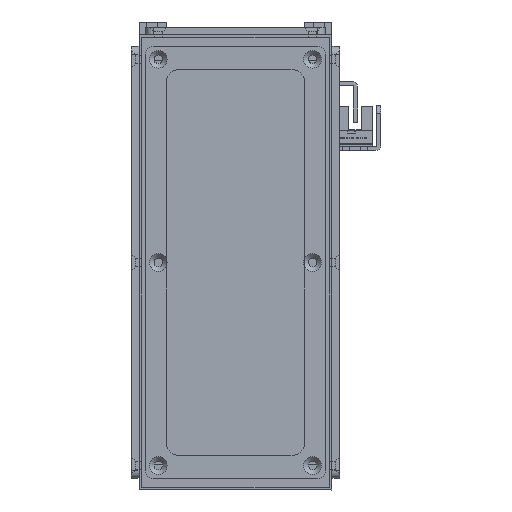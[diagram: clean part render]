
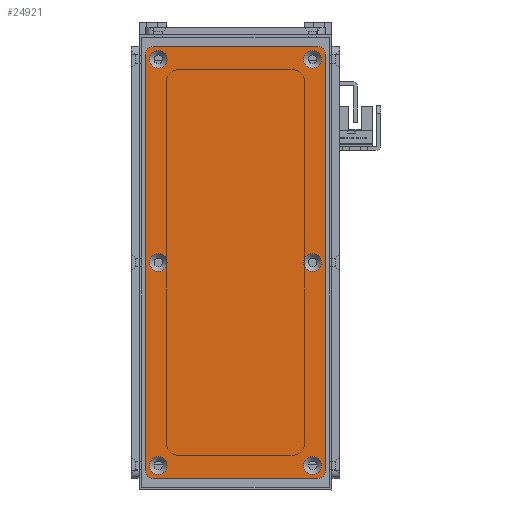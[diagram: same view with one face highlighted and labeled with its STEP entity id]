
A CAD part, left-side view. The second image highlights one B-rep face of the part: STEP entity #24921.
In plain terms, the highlighted face is planar.
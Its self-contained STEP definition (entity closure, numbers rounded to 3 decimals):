
#976=PLANE('',#27904);
#1484=FACE_BOUND('',#5198,.T.);
#1485=FACE_BOUND('',#5199,.T.);
#1486=FACE_BOUND('',#5200,.T.);
#1487=FACE_BOUND('',#5201,.T.);
#1488=FACE_BOUND('',#5202,.T.);
#1489=FACE_BOUND('',#5203,.T.);
#3421=FACE_OUTER_BOUND('',#5197,.T.);
#5197=EDGE_LOOP('',(#22962,#22963,#22964,#22965,#22966,#22967,#22968,#22969));
#5198=EDGE_LOOP('',(#22970));
#5199=EDGE_LOOP('',(#22971));
#5200=EDGE_LOOP('',(#22972));
#5201=EDGE_LOOP('',(#22973));
#5202=EDGE_LOOP('',(#22974));
#5203=EDGE_LOOP('',(#22975));
#7249=LINE('',#42884,#9342);
#7252=LINE('',#42892,#9345);
#7255=LINE('',#42900,#9348);
#7258=LINE('',#42907,#9351);
#9342=VECTOR('',#34912,10.);
#9345=VECTOR('',#34921,10.);
#9348=VECTOR('',#34930,10.);
#9351=VECTOR('',#34939,10.);
#10751=CIRCLE('',#27858,3.45);
#10754=CIRCLE('',#27863,3.45);
#10757=CIRCLE('',#27868,3.45);
#10760=CIRCLE('',#27873,3.45);
#10763=CIRCLE('',#27878,3.45);
#10766=CIRCLE('',#27883,3.45);
#10773=CIRCLE('',#27893,3.);
#10774=CIRCLE('',#27896,3.);
#10775=CIRCLE('',#27899,3.);
#10776=CIRCLE('',#27902,3.);
#12942=VERTEX_POINT('',#42800);
#12945=VERTEX_POINT('',#42810);
#12948=VERTEX_POINT('',#42820);
#12951=VERTEX_POINT('',#42830);
#12954=VERTEX_POINT('',#42840);
#12957=VERTEX_POINT('',#42850);
#12968=VERTEX_POINT('',#42877);
#12969=VERTEX_POINT('',#42879);
#12970=VERTEX_POINT('',#42883);
#12971=VERTEX_POINT('',#42887);
#12972=VERTEX_POINT('',#42891);
#12973=VERTEX_POINT('',#42895);
#12974=VERTEX_POINT('',#42899);
#12975=VERTEX_POINT('',#42903);
#16288=EDGE_CURVE('',#12942,#12942,#10751,.T.);
#16293=EDGE_CURVE('',#12945,#12945,#10754,.T.);
#16298=EDGE_CURVE('',#12948,#12948,#10757,.T.);
#16303=EDGE_CURVE('',#12951,#12951,#10760,.T.);
#16308=EDGE_CURVE('',#12954,#12954,#10763,.T.);
#16313=EDGE_CURVE('',#12957,#12957,#10766,.T.);
#16327=EDGE_CURVE('',#12969,#12968,#10773,.T.);
#16329=EDGE_CURVE('',#12970,#12969,#7249,.T.);
#16331=EDGE_CURVE('',#12971,#12970,#10774,.T.);
#16333=EDGE_CURVE('',#12972,#12971,#7252,.T.);
#16335=EDGE_CURVE('',#12973,#12972,#10775,.T.);
#16337=EDGE_CURVE('',#12974,#12973,#7255,.T.);
#16339=EDGE_CURVE('',#12975,#12974,#10776,.T.);
#16341=EDGE_CURVE('',#12968,#12975,#7258,.T.);
#22962=ORIENTED_EDGE('',*,*,#16341,.T.);
#22963=ORIENTED_EDGE('',*,*,#16339,.T.);
#22964=ORIENTED_EDGE('',*,*,#16337,.T.);
#22965=ORIENTED_EDGE('',*,*,#16335,.T.);
#22966=ORIENTED_EDGE('',*,*,#16333,.T.);
#22967=ORIENTED_EDGE('',*,*,#16331,.T.);
#22968=ORIENTED_EDGE('',*,*,#16329,.T.);
#22969=ORIENTED_EDGE('',*,*,#16327,.T.);
#22970=ORIENTED_EDGE('',*,*,#16288,.T.);
#22971=ORIENTED_EDGE('',*,*,#16293,.T.);
#22972=ORIENTED_EDGE('',*,*,#16298,.T.);
#22973=ORIENTED_EDGE('',*,*,#16303,.T.);
#22974=ORIENTED_EDGE('',*,*,#16308,.T.);
#22975=ORIENTED_EDGE('',*,*,#16313,.T.);
#24921=ADVANCED_FACE('',(#3421,#1484,#1485,#1486,#1487,#1488,#1489),#976,
 .T.);
#27858=AXIS2_PLACEMENT_3D('',#42801,#34820,#34821);
#27863=AXIS2_PLACEMENT_3D('',#42811,#34832,#34833);
#27868=AXIS2_PLACEMENT_3D('',#42821,#34844,#34845);
#27873=AXIS2_PLACEMENT_3D('',#42831,#34856,#34857);
#27878=AXIS2_PLACEMENT_3D('',#42841,#34868,#34869);
#27883=AXIS2_PLACEMENT_3D('',#42851,#34880,#34881);
#27893=AXIS2_PLACEMENT_3D('',#42880,#34907,#34908);
#27896=AXIS2_PLACEMENT_3D('',#42888,#34916,#34917);
#27899=AXIS2_PLACEMENT_3D('',#42896,#34925,#34926);
#27902=AXIS2_PLACEMENT_3D('',#42904,#34934,#34935);
#27904=AXIS2_PLACEMENT_3D('',#42908,#34940,#34941);
#34820=DIRECTION('center_axis',(0.,0.,-1.));
#34821=DIRECTION('ref_axis',(1.,0.,0.));
#34832=DIRECTION('center_axis',(0.,0.,-1.));
#34833=DIRECTION('ref_axis',(1.,0.,0.));
#34844=DIRECTION('center_axis',(0.,0.,-1.));
#34845=DIRECTION('ref_axis',(1.,0.,0.));
#34856=DIRECTION('center_axis',(0.,0.,-1.));
#34857=DIRECTION('ref_axis',(1.,0.,0.));
#34868=DIRECTION('center_axis',(0.,0.,-1.));
#34869=DIRECTION('ref_axis',(1.,0.,0.));
#34880=DIRECTION('center_axis',(0.,0.,-1.));
#34881=DIRECTION('ref_axis',(1.,0.,0.));
#34907=DIRECTION('center_axis',(0.,0.,1.));
#34908=DIRECTION('ref_axis',(-1.,0.,0.));
#34912=DIRECTION('',(0.,1.,0.));
#34916=DIRECTION('center_axis',(0.,0.,1.));
#34917=DIRECTION('ref_axis',(0.,1.,0.));
#34921=DIRECTION('',(1.,0.,0.));
#34925=DIRECTION('center_axis',(0.,0.,1.));
#34926=DIRECTION('ref_axis',(1.,0.,0.));
#34930=DIRECTION('',(0.,-1.,0.));
#34934=DIRECTION('center_axis',(0.,0.,1.));
#34935=DIRECTION('ref_axis',(0.,-1.,0.));
#34939=DIRECTION('',(-1.,0.,0.));
#34940=DIRECTION('center_axis',(0.,0.,1.));
#34941=DIRECTION('ref_axis',(1.,0.,0.));
#42800=CARTESIAN_POINT('',(-3.45,30.,1.5));
#42801=CARTESIAN_POINT('Origin',(0.,30.,1.5));
#42810=CARTESIAN_POINT('',(75.55,-30.,1.5));
#42811=CARTESIAN_POINT('Origin',(79.,-30.,1.5));
#42820=CARTESIAN_POINT('',(-82.45,30.,1.5));
#42821=CARTESIAN_POINT('Origin',(-79.,30.,1.5));
#42830=CARTESIAN_POINT('',(75.55,30.,1.5));
#42831=CARTESIAN_POINT('Origin',(79.,30.,1.5));
#42840=CARTESIAN_POINT('',(-82.45,-30.,1.5));
#42841=CARTESIAN_POINT('Origin',(-79.,-30.,1.5));
#42850=CARTESIAN_POINT('',(-3.45,-30.,1.5));
#42851=CARTESIAN_POINT('Origin',(0.,-30.,1.5));
#42877=CARTESIAN_POINT('',(81.,35.,1.5));
#42879=CARTESIAN_POINT('',(84.,32.,1.5));
#42880=CARTESIAN_POINT('Origin',(81.,32.,1.5));
#42883=CARTESIAN_POINT('',(84.,-32.,1.5));
#42884=CARTESIAN_POINT('',(84.,32.,1.5));
#42887=CARTESIAN_POINT('',(81.,-35.,1.5));
#42888=CARTESIAN_POINT('Origin',(81.,-32.,1.5));
#42891=CARTESIAN_POINT('',(-81.,-35.,1.5));
#42892=CARTESIAN_POINT('',(81.,-35.,1.5));
#42895=CARTESIAN_POINT('',(-84.,-32.,1.5));
#42896=CARTESIAN_POINT('Origin',(-81.,-32.,1.5));
#42899=CARTESIAN_POINT('',(-84.,32.,1.5));
#42900=CARTESIAN_POINT('',(-84.,-32.,1.5));
#42903=CARTESIAN_POINT('',(-81.,35.,1.5));
#42904=CARTESIAN_POINT('Origin',(-81.,32.,1.5));
#42907=CARTESIAN_POINT('',(-81.,35.,1.5));
#42908=CARTESIAN_POINT('Origin',(0.,0.,
1.5));
